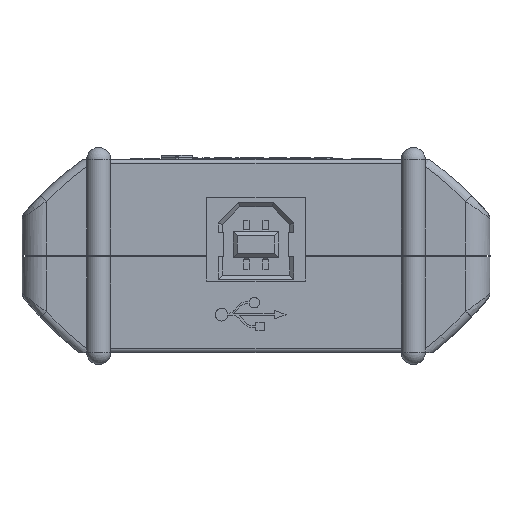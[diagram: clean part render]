
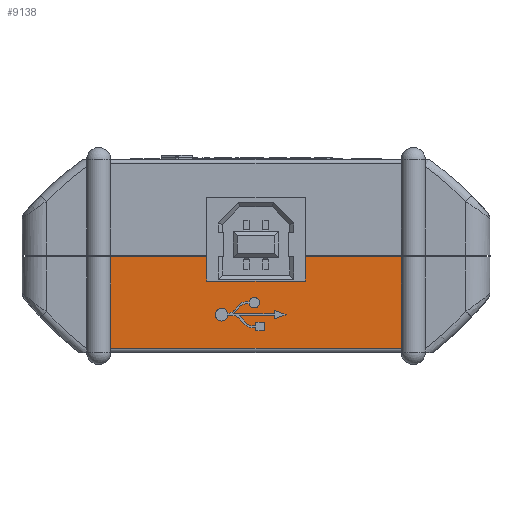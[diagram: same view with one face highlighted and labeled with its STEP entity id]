
A CAD part, front view. The second image highlights one B-rep face of the part: STEP entity #9138.
In plain terms, the highlighted face is planar.
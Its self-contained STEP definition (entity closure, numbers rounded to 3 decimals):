
#82 = DIRECTION ( 'NONE',  ( 0., -1., 0. ) ) ;
#403 = CARTESIAN_POINT ( 'NONE',  ( -18., 1.3, 51.75 ) ) ;
#1329 = VECTOR ( 'NONE', #21939, 1000. ) ;
#1826 = ORIENTED_EDGE ( 'NONE', *, *, #15213, .F. ) ;
#1884 = LINE ( 'NONE', #403, #12632 ) ;
#2094 = VECTOR ( 'NONE', #39534, 1000. ) ;
#2214 = ORIENTED_EDGE ( 'NONE', *, *, #8481, .F. ) ;
#2297 = LINE ( 'NONE', #7651, #48785 ) ;
#3157 = DIRECTION ( 'NONE',  ( 1., 0., 0. ) ) ;
#3846 = DIRECTION ( 'NONE',  ( 1., 0., 0. ) ) ;
#4548 = VERTEX_POINT ( 'NONE', #42681 ) ;
#5569 = VERTEX_POINT ( 'NONE', #51792 ) ;
#6805 = EDGE_LOOP ( 'NONE', ( #53501, #2214, #37320, #47252, #35057, #1826, #15591, #44093 ) ) ;
#7168 = EDGE_CURVE ( 'NONE', #29324, #4548, #45876, .T. ) ;
#7651 = CARTESIAN_POINT ( 'NONE',  ( 18., 1.3, 51.75 ) ) ;
#8126 = CARTESIAN_POINT ( 'NONE',  ( -6.12, -1.7, 51.75 ) ) ;
#8481 = EDGE_CURVE ( 'NONE', #30036, #29324, #34349, .T. ) ;
#8621 = VECTOR ( 'NONE', #25192, 1000. ) ;
#9138 = ADVANCED_FACE ( 'NONE', ( #53341 ), #21751, .F. ) ;
#10294 = EDGE_CURVE ( 'NONE', #22275, #30036, #1884, .T. ) ;
#10464 = CARTESIAN_POINT ( 'NONE',  ( 6.12, -1.7, 51.75 ) ) ;
#10587 = VECTOR ( 'NONE', #45320, 1000. ) ;
#12632 = VECTOR ( 'NONE', #3846, 1000. ) ;
#12890 = EDGE_CURVE ( 'NONE', #4548, #41641, #56569, .T. ) ;
#13771 = CARTESIAN_POINT ( 'NONE',  ( 18., 1.3, 51.75 ) ) ;
#15213 = EDGE_CURVE ( 'NONE', #51405, #53595, #2297, .T. ) ;
#15591 = ORIENTED_EDGE ( 'NONE', *, *, #17651, .F. ) ;
#17251 = CARTESIAN_POINT ( 'NONE',  ( 0., 1.3, 51.75 ) ) ;
#17651 = EDGE_CURVE ( 'NONE', #41641, #51405, #37151, .T. ) ;
#21751 = PLANE ( 'NONE',  #36521 ) ;
#21939 = DIRECTION ( 'NONE',  ( 1., 0., 0. ) ) ;
#22275 = VERTEX_POINT ( 'NONE', #36308 ) ;
#25192 = DIRECTION ( 'NONE',  ( 0., 1., 0. ) ) ;
#26106 = CARTESIAN_POINT ( 'NONE',  ( -18., 1.3, 51.75 ) ) ;
#26143 = CARTESIAN_POINT ( 'NONE',  ( -18., -10.06, 51.75 ) ) ;
#29229 = CARTESIAN_POINT ( 'NONE',  ( -6.12, 1.3, 51.75 ) ) ;
#29324 = VERTEX_POINT ( 'NONE', #8126 ) ;
#30036 = VERTEX_POINT ( 'NONE', #29229 ) ;
#30541 = DIRECTION ( 'NONE',  ( 0., -1., 0. ) ) ;
#34349 = LINE ( 'NONE', #49799, #10587 ) ;
#34584 = DIRECTION ( 'NONE',  ( 0., 0., -1. ) ) ;
#35057 = ORIENTED_EDGE ( 'NONE', *, *, #57397, .T. ) ;
#35449 = CARTESIAN_POINT ( 'NONE',  ( 6.25, 1.3, 51.75 ) ) ;
#35534 = EDGE_CURVE ( 'NONE', #22275, #5569, #38726, .T. ) ;
#35761 = CARTESIAN_POINT ( 'NONE',  ( 18., -10.06, 51.75 ) ) ;
#36177 = CARTESIAN_POINT ( 'NONE',  ( 6.12, 1.3, 51.75 ) ) ;
#36308 = CARTESIAN_POINT ( 'NONE',  ( -18., 1.3, 51.75 ) ) ;
#36521 = AXIS2_PLACEMENT_3D ( 'NONE', #17251, #34584, #3157 ) ;
#37151 = LINE ( 'NONE', #35449, #1329 ) ;
#37299 = VECTOR ( 'NONE', #30541, 1000. ) ;
#37320 = ORIENTED_EDGE ( 'NONE', *, *, #10294, .F. ) ;
#37908 = LINE ( 'NONE', #26143, #2094 ) ;
#38726 = LINE ( 'NONE', #26106, #37299 ) ;
#39534 = DIRECTION ( 'NONE',  ( 1., 0., 0. ) ) ;
#41641 = VERTEX_POINT ( 'NONE', #36177 ) ;
#42681 = CARTESIAN_POINT ( 'NONE',  ( 6.12, -1.7, 51.75 ) ) ;
#42843 = CARTESIAN_POINT ( 'NONE',  ( -6.25, -1.7, 51.75 ) ) ;
#44093 = ORIENTED_EDGE ( 'NONE', *, *, #12890, .F. ) ;
#45320 = DIRECTION ( 'NONE',  ( 0., -1., 0. ) ) ;
#45876 = LINE ( 'NONE', #42843, #56576 ) ;
#47252 = ORIENTED_EDGE ( 'NONE', *, *, #35534, .T. ) ;
#48573 = DIRECTION ( 'NONE',  ( 1., 0., 0. ) ) ;
#48785 = VECTOR ( 'NONE', #82, 1000. ) ;
#49799 = CARTESIAN_POINT ( 'NONE',  ( -6.12, 1.3, 51.75 ) ) ;
#51405 = VERTEX_POINT ( 'NONE', #13771 ) ;
#51792 = CARTESIAN_POINT ( 'NONE',  ( -18., -10.06, 51.75 ) ) ;
#53341 = FACE_OUTER_BOUND ( 'NONE', #6805, .T. ) ;
#53501 = ORIENTED_EDGE ( 'NONE', *, *, #7168, .F. ) ;
#53595 = VERTEX_POINT ( 'NONE', #35761 ) ;
#56569 = LINE ( 'NONE', #10464, #8621 ) ;
#56576 = VECTOR ( 'NONE', #48573, 1000. ) ;
#57397 = EDGE_CURVE ( 'NONE', #5569, #53595, #37908, .T. ) ;
